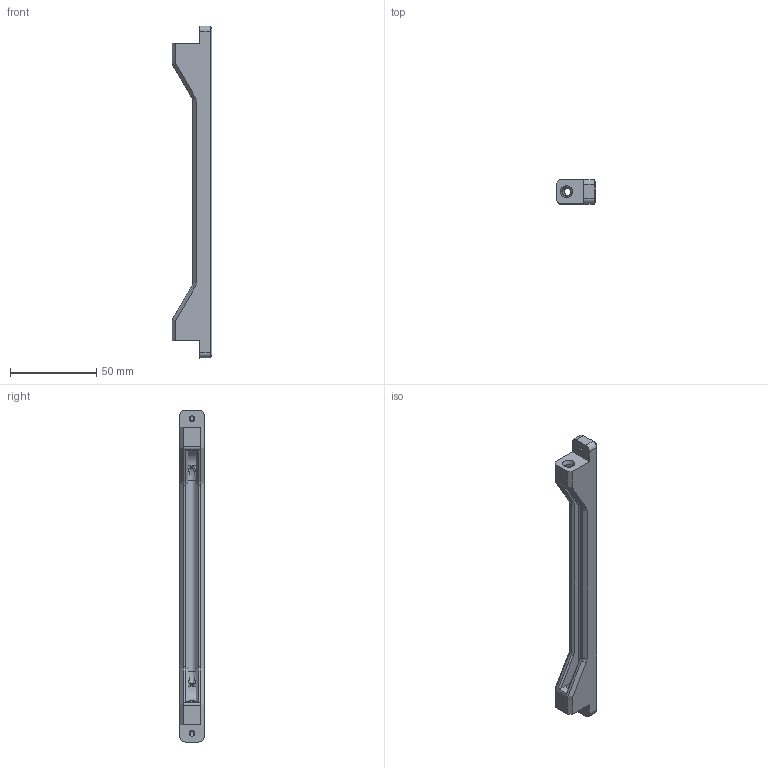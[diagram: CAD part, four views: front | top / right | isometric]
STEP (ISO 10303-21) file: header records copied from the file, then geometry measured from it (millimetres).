
FILE_DESCRIPTION(/* description */ (''),/* implementation_level */ '2;1');
FILE_NAME(/* name */ '02_32__XP_Filament_Tunel___V2.0.step',/* time_stamp */ '2025-04-03T11:30:07+02:00',/* author */ (''),/* organization */ (''),/* preprocessor_version */ 'ST-DEVELOPER v20.1',/* originating_system */ 'Autodesk Translation Framework v14.4.0.0',/* authorisation */ '');
FILE_SCHEMA (('AUTOMOTIVE_DESIGN { 1 0 10303 214 3 1 1 }'));
Length unit declared in the file: millimetre
Products named in the file (1): 02_32__XP_Filament_Tunel___V2.0
Bounding box: 23 x 14 x 192 mm (x, y, z)
Volume: 29415.8 mm3; surface area: 12666.5 mm2
Topology: 1 solids, 1 shells, 100 faces, 242 edges, 144 vertices
Faces by surface type: plane 47, cone 20, cylinder 19, bspline 12, torus 2
Full cylindrical faces by diameter (mm): 2.3 x2, 5 x2
Entity records: 3379 total; most frequent: CARTESIAN_POINT 1052, ORIENTED_EDGE 484, DIRECTION 460, EDGE_CURVE 242, AXIS2_PLACEMENT_3D 157, LINE 146, VECTOR 146, VERTEX_POINT 144
